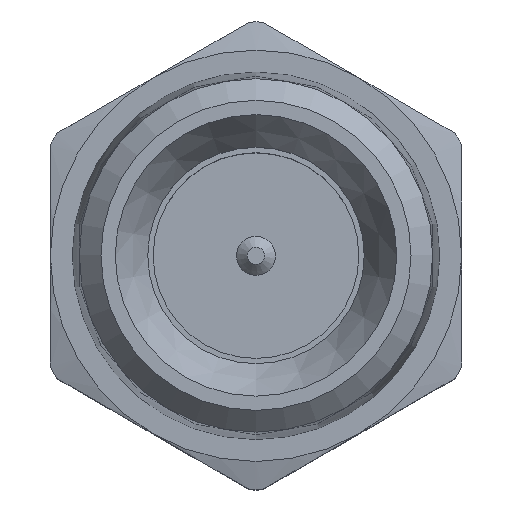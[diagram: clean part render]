
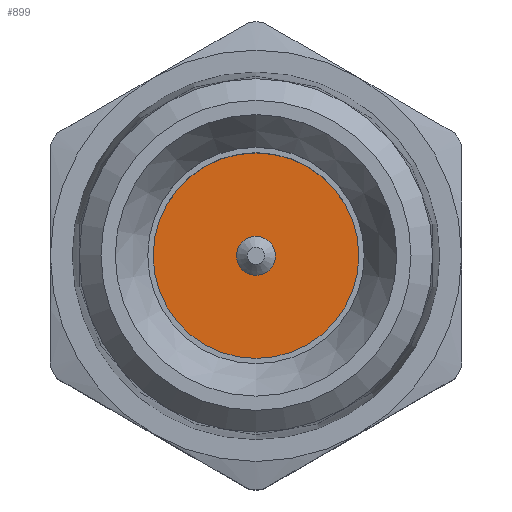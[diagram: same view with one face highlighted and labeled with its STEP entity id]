
A CAD part, top view. The second image highlights one B-rep face of the part: STEP entity #899.
In plain terms, the highlighted planar face has unit normal (0, 0, 1).
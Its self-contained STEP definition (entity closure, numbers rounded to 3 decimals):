
#209=FACE_BOUND('',#275,.T.);
#215=FACE_OUTER_BOUND('',#274,.T.);
#274=EDGE_LOOP('',(#623));
#275=EDGE_LOOP('',(#624));
#339=CIRCLE('',#976,4.75);
#340=CIRCLE('',#977,0.9);
#412=VERTEX_POINT('',#1409);
#413=VERTEX_POINT('',#1411);
#492=EDGE_CURVE('',#412,#412,#339,.T.);
#493=EDGE_CURVE('',#413,#413,#340,.T.);
#623=ORIENTED_EDGE('',*,*,#492,.F.);
#624=ORIENTED_EDGE('',*,*,#493,.T.);
#885=PLANE('',#975);
#899=ADVANCED_FACE('',(#215,#209),#885,.F.);
#975=AXIS2_PLACEMENT_3D('',#1408,#1109,#1110);
#976=AXIS2_PLACEMENT_3D('',#1410,#1111,#1112);
#977=AXIS2_PLACEMENT_3D('',#1412,#1113,#1114);
#1109=DIRECTION('center_axis',(0.,0.,
-1.));
#1110=DIRECTION('ref_axis',(-1.,0.,0.));
#1111=DIRECTION('center_axis',(0.,0.,
-1.));
#1112=DIRECTION('ref_axis',(0.,-1.,0.));
#1113=DIRECTION('center_axis',(0.,0.,
-1.));
#1114=DIRECTION('ref_axis',(-0.05,0.999,0.));
#1408=CARTESIAN_POINT('Origin',(0.,0.,
8.75));
#1409=CARTESIAN_POINT('',(0.,4.75,8.75));
#1410=CARTESIAN_POINT('Origin',(0.,0.,
8.75));
#1411=CARTESIAN_POINT('',(0.045,-0.899,8.75));
#1412=CARTESIAN_POINT('Origin',(0.,0.,
8.75));
